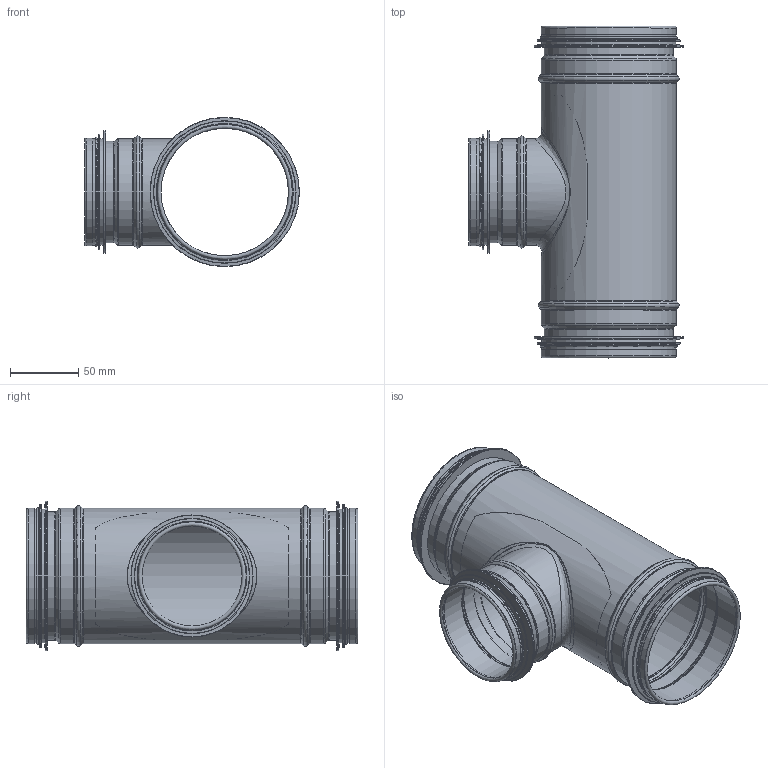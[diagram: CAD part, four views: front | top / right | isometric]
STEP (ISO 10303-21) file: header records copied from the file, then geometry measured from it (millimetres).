
FILE_DESCRIPTION((''),'2;1');
FILE_NAME('HTK_100-80.stp','2014-02-20T15:48:29',(''),(''),'Autodesk Inventor 2013','Autodesk Inventor 2013','');
FILE_SCHEMA(('AUTOMOTIVE_DESIGN { 1 2 10303 214 0 1 1 1 }'));
Length unit declared in the file: millimetre
Products named in the file (6): HTK_100-80; HTKRörämne_100-80; 999003; HPS_100-80; HPSRörämne_100-80; 999002
Assembly tree (6 placements, depth 3):
  HTK_100-80
    HTKRörämne_100-80
    999003  x2
    HPS_100-80
      HPSRörämne_100-80
      999002
Bounding box: 157.42 x 243 x 109.45 mm (x, y, z)
Volume: 81779.7 mm3; surface area: 246187.1 mm2
Topology: 5 solids, 5 shells, 150 faces, 300 edges, 170 vertices
Faces by surface type: cylinder 51, torus 51, cone 24, plane 22, bspline 2
Full cylindrical faces by diameter (mm): 73.25 x1, 74.25 x1, 75.45 x1, 77.05 x1, 78.05 x6, 79.05 x1, 84.45 x1, 89.45 x1, 93.25 x2, 94.25 x2, 95.45 x2, 98.05 x11, 99.05 x5, 104.45 x2, 109.45 x2
Entity records: 3900 total; most frequent: CARTESIAN_POINT 1212, DIRECTION 542, ORIENTED_EDGE 332, AXIS2_PLACEMENT_3D 265, EDGE_LOOP 246, EDGE_CURVE 166, VERTEX_POINT 148, STYLED_ITEM 135
